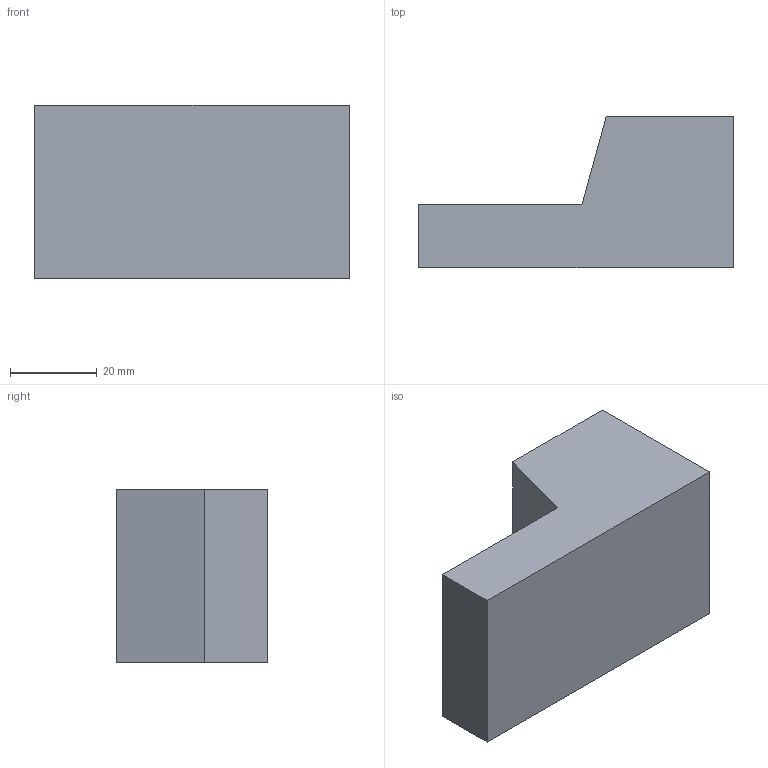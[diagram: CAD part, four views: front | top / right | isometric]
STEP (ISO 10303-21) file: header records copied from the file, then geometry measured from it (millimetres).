
FILE_DESCRIPTION(('produced by SPATIAL CORP'),'2;1');
FILE_NAME( 'bluco_412158_II.hh.sat.stp','2002-04-19T11:15:11+00:00',('SPATIAL CORP') ,('SPATIAL CORP'),'ACIS STEP Husk','http://www.spatial.com', 'SPATIAL CORP');
FILE_SCHEMA(('CONFIG_CONTROL_DESIGN'));
Length unit declared in the file: millimetre
Products named in the file (1): PRODUCT_ID_1
Bounding box: 72.63 x 35 x 40 mm (x, y, z)
Volume: 68676 mm3; surface area: 11850.4 mm2
Topology: 1 solids, 1 shells, 8 faces, 18 edges, 12 vertices
Faces by surface type: plane 8
Entity records: 307 total; most frequent: CARTESIAN_POINT 38, ORIENTED_EDGE 36, DIRECTION 34, VECTOR 18, LINE 18, EDGE_CURVE 18, VERTEX_POINT 12, EDGE_LOOP 8
